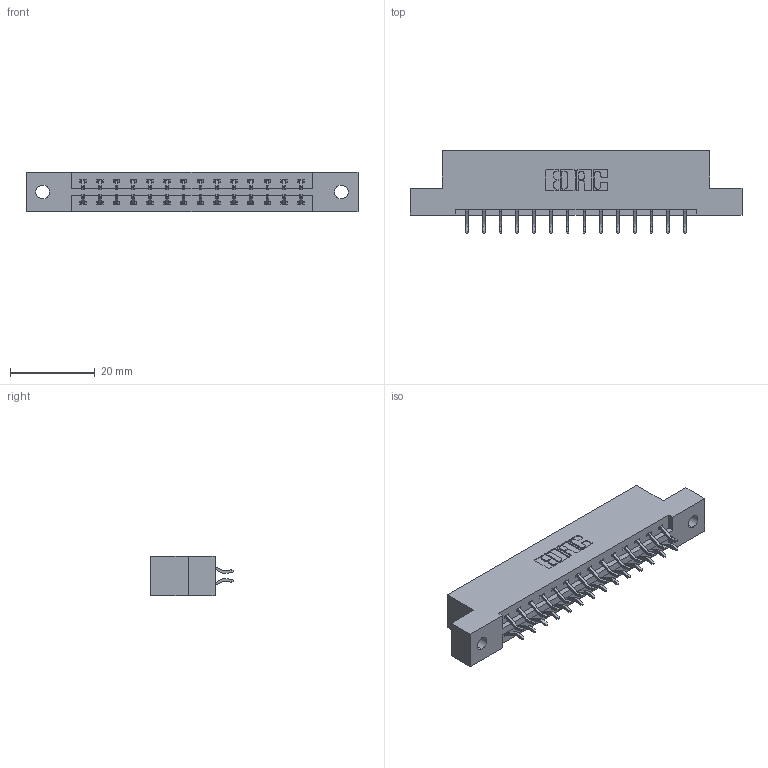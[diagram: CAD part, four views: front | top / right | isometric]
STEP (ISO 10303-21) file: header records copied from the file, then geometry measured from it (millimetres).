
FILE_DESCRIPTION (( 'STEP AP203' ), '1' );
FILE_NAME ('387-028-556-202.STEP', '2018-09-16T23:11:42', ( '' ), ( '' ), 'SwSTEP 2.0', 'SolidWorks 2016', '' );
FILE_SCHEMA (( 'CONFIG_CONTROL_DESIGN' ));
Length unit declared in the file: inch
Products named in the file (3): 337 Part_Flush Mounting Lugs - 0.128 Dia; 345-292-001_556 Tail; 387-028-556-202
Assembly tree (29 placements, depth 2):
  387-028-556-202
    337 Part_Flush Mounting Lugs - 0.128 Dia
    345-292-001_556 Tail  x28
Bounding box: 78.49 x 19.57 x 9.4 mm (x, y, z)
Volume: 7861 mm3; surface area: 8312.6 mm2
Topology: 29 solids, 29 shells, 1794 faces, 5323 edges, 3510 vertices
Faces by surface type: plane 1246, cylinder 548
Entity records: 14699 total; most frequent: CARTESIAN_POINT 2514, ORIENTED_EDGE 2438, DIRECTION 2179, EDGE_CURVE 1219, LINE 1083, VECTOR 1083, VERTEX_POINT 810, AXIS2_PLACEMENT_3D 548
